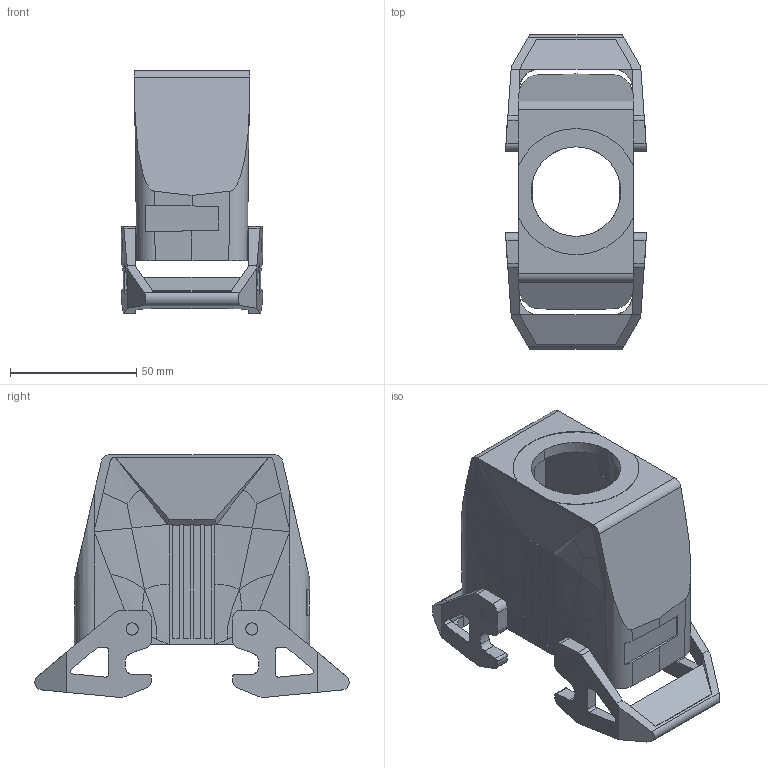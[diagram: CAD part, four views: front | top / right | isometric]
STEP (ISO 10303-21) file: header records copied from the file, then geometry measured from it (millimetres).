
FILE_DESCRIPTION(('Creo Elements/Direct Modeling STEP Export'),'2;1');
FILE_NAME('model.stp','2019-06-19T 5:35:33',(''),(''),'Creo Elements/Direct Modeling STEP processor for AP214 (Solid Model)','Creo Elements/Direct Modeling 20.1A 29-Sep-2018 (C) Parametric Technology GmbH','');
FILE_SCHEMA(('AUTOMOTIVE_DESIGN { 1 0 10303 214 1 1 1 1 }'));
Length unit declared in the file: millimetre
Products named in the file (2): HC_STA_B16_HHWD_1TTP29_EL_AL-select
Assembly tree (1 placements, depth 2):
  HC_STA_B16_HHWD_1TTP29_EL_AL-select
    HC_STA_B16_HHWD_1TTP29_EL_AL-select
Bounding box: 56 x 124.7 x 96.41 mm (x, y, z)
Volume: 106915.2 mm3; surface area: 54574.4 mm2
Topology: 1 solids, 1 shells, 356 faces, 978 edges, 634 vertices
Faces by surface type: plane 190, cylinder 120, bspline 36, cone 10
Entity records: 20985 total; most frequent: CARTESIAN_POINT 9290, ORIENTED_EDGE 1940, DIRECTION 1680, EDGE_CURVE 970, VERTEX_POINT 634, VECTOR 622, LINE 622, AXIS2_PLACEMENT_3D 529
